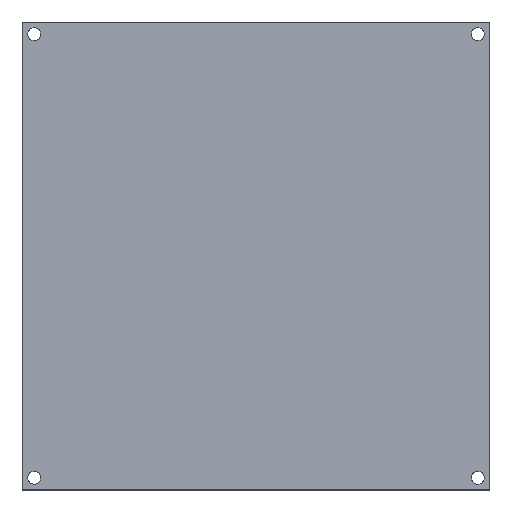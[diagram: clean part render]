
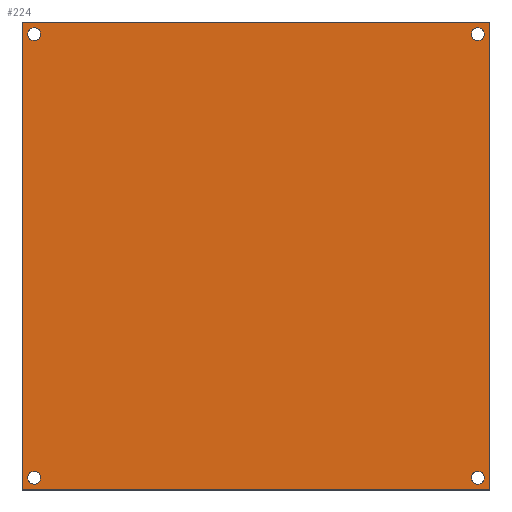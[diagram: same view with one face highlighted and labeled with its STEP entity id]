
A CAD part, top view. The second image highlights one B-rep face of the part: STEP entity #224.
In plain terms, the highlighted planar face has unit normal (0, 0, 1).
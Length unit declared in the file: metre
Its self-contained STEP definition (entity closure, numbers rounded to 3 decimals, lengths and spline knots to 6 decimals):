
#16=CIRCLE('',#245,0.0016);
#17=CIRCLE('',#248,0.0016);
#21=CIRCLE('',#259,0.0016);
#23=CIRCLE('',#262,0.0016);
#58=ORIENTED_EDGE('',*,*,#87,.F.);
#59=ORIENTED_EDGE('',*,*,#96,.T.);
#60=ORIENTED_EDGE('',*,*,#81,.T.);
#61=ORIENTED_EDGE('',*,*,#84,.F.);
#62=ORIENTED_EDGE('',*,*,#90,.F.);
#63=ORIENTED_EDGE('',*,*,#88,.F.);
#64=ORIENTED_EDGE('',*,*,#99,.F.);
#65=ORIENTED_EDGE('',*,*,#101,.F.);
#81=EDGE_CURVE('',#103,#105,#125,.T.);
#84=EDGE_CURVE('',#107,#105,#128,.T.);
#87=EDGE_CURVE('',#109,#107,#131,.T.);
#88=EDGE_CURVE('',#110,#110,#16,.T.);
#90=EDGE_CURVE('',#112,#112,#17,.T.);
#96=EDGE_CURVE('',#109,#103,#132,.T.);
#99=EDGE_CURVE('',#119,#119,#21,.T.);
#101=EDGE_CURVE('',#121,#121,#23,.T.);
#103=VERTEX_POINT('',#337);
#105=VERTEX_POINT('',#341);
#107=VERTEX_POINT('',#347);
#109=VERTEX_POINT('',#353);
#110=VERTEX_POINT('',#357);
#112=VERTEX_POINT('',#362);
#119=VERTEX_POINT('',#382);
#121=VERTEX_POINT('',#387);
#125=LINE('',#342,#137);
#128=LINE('',#348,#140);
#131=LINE('',#354,#143);
#132=LINE('',#376,#144);
#137=VECTOR('',#274,1.);
#140=VECTOR('',#279,1.);
#143=VECTOR('',#284,1.);
#144=VECTOR('',#311,1.);
#162=EDGE_LOOP('',(#58,#59,#60,#61));
#163=EDGE_LOOP('',(#62));
#164=EDGE_LOOP('',(#63));
#165=EDGE_LOOP('',(#64));
#166=EDGE_LOOP('',(#65));
#192=FACE_BOUND('',#162,.T.);
#193=FACE_BOUND('',#163,.T.);
#194=FACE_BOUND('',#164,.T.);
#195=FACE_BOUND('',#165,.T.);
#196=FACE_BOUND('',#166,.T.);
#210=PLANE('',#263);
#224=ADVANCED_FACE('',(#192,#193,#194,#195,#196),#210,.T.);
#245=AXIS2_PLACEMENT_3D('',#356,#287,#288);
#248=AXIS2_PLACEMENT_3D('',#361,#293,#294);
#259=AXIS2_PLACEMENT_3D('',#381,#317,#318);
#262=AXIS2_PLACEMENT_3D('',#386,#323,#324);
#263=AXIS2_PLACEMENT_3D('',#388,#325,#326);
#274=DIRECTION('',(0.,-1.,0.));
#279=DIRECTION('',(-1.,0.,0.));
#284=DIRECTION('',(0.,-1.,0.));
#287=DIRECTION('',(0.,0.,1.));
#288=DIRECTION('',(1.,0.,0.));
#293=DIRECTION('',(0.,0.,1.));
#294=DIRECTION('',(1.,0.,0.));
#311=DIRECTION('',(-1.,0.,0.));
#317=DIRECTION('',(0.,0.,1.));
#318=DIRECTION('',(1.,0.,0.));
#323=DIRECTION('',(0.,0.,1.));
#324=DIRECTION('',(1.,0.,0.));
#325=DIRECTION('',(0.,0.,1.));
#326=DIRECTION('',(1.,0.,0.));
#337=CARTESIAN_POINT('',(-0.05775,0.05775,0.));
#341=CARTESIAN_POINT('',(-0.05775,-0.05775,0.));
#342=CARTESIAN_POINT('',(-0.05775,0.,0.));
#347=CARTESIAN_POINT('',(0.05775,-0.05775,0.));
#348=CARTESIAN_POINT('',(0.,-0.05775,0.));
#353=CARTESIAN_POINT('',(0.05775,0.05775,0.));
#354=CARTESIAN_POINT('',(0.05775,0.,0.));
#356=CARTESIAN_POINT('',(-0.05475,-0.05475,0.));
#357=CARTESIAN_POINT('',(-0.05315,-0.05475,0.));
#361=CARTESIAN_POINT('',(0.05475,-0.05475,0.));
#362=CARTESIAN_POINT('',(0.05635,-0.05475,0.));
#376=CARTESIAN_POINT('',(0.,0.05775,0.));
#381=CARTESIAN_POINT('',(-0.05475,0.05475,0.));
#382=CARTESIAN_POINT('',(-0.05315,0.05475,0.));
#386=CARTESIAN_POINT('',(0.05475,0.05475,0.));
#387=CARTESIAN_POINT('',(0.05635,0.05475,0.));
#388=CARTESIAN_POINT('',(0.,0.,0.));
